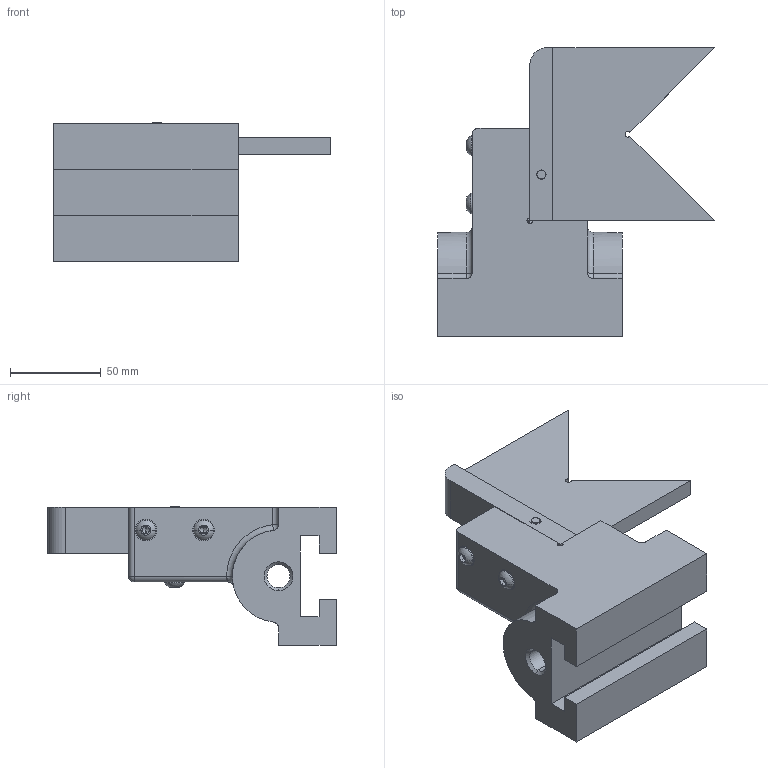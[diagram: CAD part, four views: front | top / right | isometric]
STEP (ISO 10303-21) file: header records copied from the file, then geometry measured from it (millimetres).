
FILE_DESCRIPTION (( 'STEP AP214' ), '1' );
FILE_NAME ('100215.STEP', '2025-08-24T21:03:30', ( '' ), ( '' ), 'SwSTEP 2.0', 'SolidWorks 2025', '' );
FILE_SCHEMA (( 'AUTOMOTIVE_DESIGN' ));
Length unit declared in the file: inch
Products named in the file (5): socket button head cap screw_ai_SBHCSCREW 0.25-20x1.875-HX-N; socket button head cap screw_ai_SBHCSCREW 0.25-20x1.625-HX-N; 100204; 100215; 100207
Assembly tree (5 placements, depth 2):
  100215
    100207
    100204
    socket button head cap screw_ai_SBHCSCREW 0.25-20x1.625-HX-N
    socket button head cap screw_ai_SBHCSCREW 0.25-20x1.875-HX-N  x2
Bounding box: 152.4 x 158.75 x 76.45 mm (x, y, z)
Volume: 492411.4 mm3; surface area: 83503.4 mm2
Topology: 5 solids, 5 shells, 171 faces, 408 edges, 246 vertices
Faces by surface type: plane 82, cylinder 52, cone 23, sphere 10, bspline 2, torus 2
Entity records: 4623 total; most frequent: CARTESIAN_POINT 1005, DIRECTION 768, ORIENTED_EDGE 684, EDGE_CURVE 342, AXIS2_PLACEMENT_3D 284, VERTEX_POINT 213, VECTOR 200, LINE 200
